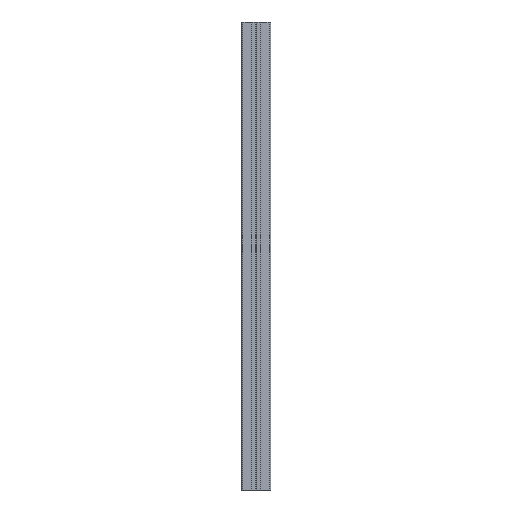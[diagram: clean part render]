
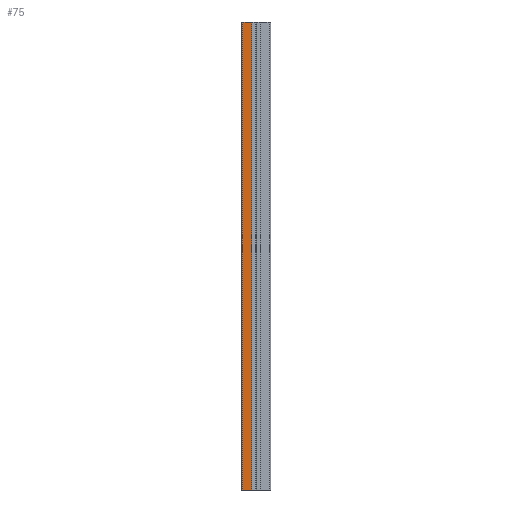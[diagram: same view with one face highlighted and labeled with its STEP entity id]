
A CAD part, front view. The second image highlights one B-rep face of the part: STEP entity #75.
In plain terms, the highlighted planar face has unit normal (0, -1, 0).
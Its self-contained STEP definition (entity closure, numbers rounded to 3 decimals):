
#75 = ADVANCED_FACE( '', ( #139 ), #140, .T. );
#139 = FACE_OUTER_BOUND( '', #268, .T. );
#140 = PLANE( '', #269 );
#268 = EDGE_LOOP( '', ( #397, #398, #399, #400 ) );
#269 = AXIS2_PLACEMENT_3D( '', #401, #402, #403 );
#397 = ORIENTED_EDGE( '', *, *, #950, .F. );
#398 = ORIENTED_EDGE( '', *, *, #951, .F. );
#399 = ORIENTED_EDGE( '', *, *, #952, .T. );
#400 = ORIENTED_EDGE( '', *, *, #953, .T. );
#401 = CARTESIAN_POINT( '', ( -9., -10., -320. ) );
#402 = DIRECTION( '', ( 0., -1., 0. ) );
#403 = DIRECTION( '', ( 0., 0., -1. ) );
#950 = EDGE_CURVE( '', #1132, #1133, #1134, .T. );
#951 = EDGE_CURVE( '', #1135, #1132, #1136, .T. );
#952 = EDGE_CURVE( '', #1135, #1137, #1138, .T. );
#953 = EDGE_CURVE( '', #1137, #1133, #1139, .T. );
#1132 = VERTEX_POINT( '', #1436 );
#1133 = VERTEX_POINT( '', #1437 );
#1134 = LINE( '', #1438, #1439 );
#1135 = VERTEX_POINT( '', #1440 );
#1136 = LINE( '', #1441, #1442 );
#1137 = VERTEX_POINT( '', #1443 );
#1138 = LINE( '', #1444, #1445 );
#1139 = LINE( '', #1446, #1447 );
#1436 = CARTESIAN_POINT( '', ( -9., -10., 0. ) );
#1437 = CARTESIAN_POINT( '', ( -3., -10., 0. ) );
#1438 = CARTESIAN_POINT( '', ( -9., -10., 0. ) );
#1439 = VECTOR( '', #1912, 1000. );
#1440 = CARTESIAN_POINT( '', ( -9., -10., -320. ) );
#1441 = CARTESIAN_POINT( '', ( -9., -10., -320. ) );
#1442 = VECTOR( '', #1913, 1000. );
#1443 = CARTESIAN_POINT( '', ( -3., -10., -320. ) );
#1444 = CARTESIAN_POINT( '', ( -9., -10., -320. ) );
#1445 = VECTOR( '', #1914, 1000. );
#1446 = CARTESIAN_POINT( '', ( -3., -10., -320. ) );
#1447 = VECTOR( '', #1915, 1000. );
#1912 = DIRECTION( '', ( 1., 0., 0. ) );
#1913 = DIRECTION( '', ( 0., 0., 1. ) );
#1914 = DIRECTION( '', ( 1., 0., 0. ) );
#1915 = DIRECTION( '', ( 0., 0., 1. ) );
